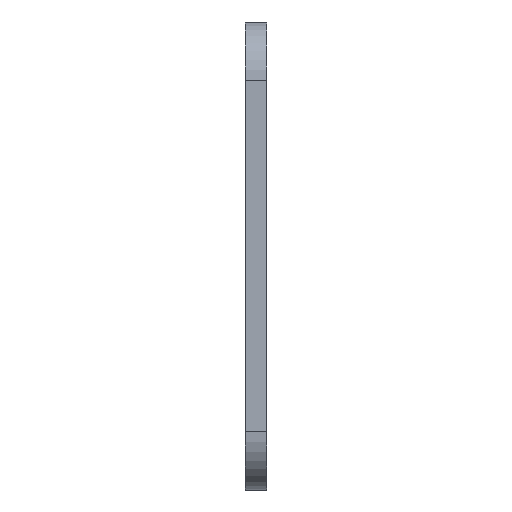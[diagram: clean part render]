
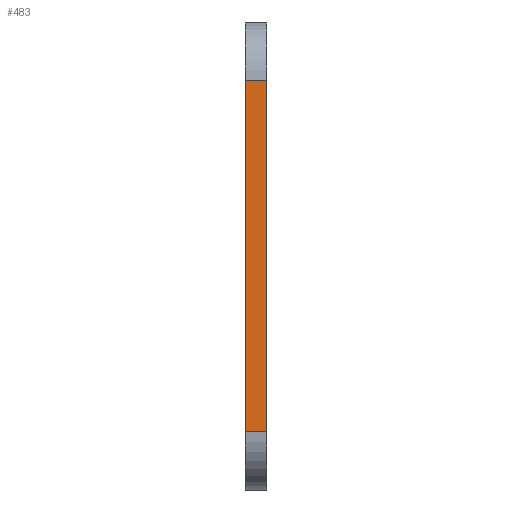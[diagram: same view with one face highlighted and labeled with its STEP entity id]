
A CAD part, left-side view. The second image highlights one B-rep face of the part: STEP entity #483.
In plain terms, the highlighted planar face has unit normal (-1, 0, 0).
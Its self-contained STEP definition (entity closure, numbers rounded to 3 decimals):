
#18 = VECTOR ( 'NONE', #22, 1000. ) ;
#19 = FACE_OUTER_BOUND ( 'NONE', #557, .T. ) ;
#22 = DIRECTION ( 'NONE',  ( 0., -1., 0. ) ) ;
#80 = ORIENTED_EDGE ( 'NONE', *, *, #889, .T. ) ;
#101 = CARTESIAN_POINT ( 'NONE',  ( -96.5, 0., -6. ) ) ;
#102 = LINE ( 'NONE', #101, #288 ) ;
#163 = LINE ( 'NONE', #700, #503 ) ;
#166 = CARTESIAN_POINT ( 'NONE',  ( -96.5, 0., 6. ) ) ;
#207 = EDGE_CURVE ( 'NONE', #919, #638, #163, .T. ) ;
#250 = LINE ( 'NONE', #440, #275 ) ;
#258 = DIRECTION ( 'NONE',  ( 0., 0., 1. ) ) ;
#275 = VECTOR ( 'NONE', #442, 1000. ) ;
#288 = VECTOR ( 'NONE', #258, 1000. ) ;
#347 = VERTEX_POINT ( 'NONE', #391 ) ;
#352 = LINE ( 'NONE', #715, #18 ) ;
#391 = CARTESIAN_POINT ( 'NONE',  ( -96.5, 0., -6. ) ) ;
#399 = ORIENTED_EDGE ( 'NONE', *, *, #521, .F. ) ;
#440 = CARTESIAN_POINT ( 'NONE',  ( -96.5, 0.75, -6. ) ) ;
#442 = DIRECTION ( 'NONE',  ( 0., -1., 0. ) ) ;
#455 = EDGE_CURVE ( 'NONE', #347, #726, #102, .T. ) ;
#476 = PLANE ( 'NONE',  #568 ) ;
#483 = ADVANCED_FACE ( 'NONE', ( #19 ), #476, .F. ) ;
#490 = DIRECTION ( 'NONE',  ( 0., 0., -1. ) ) ;
#503 = VECTOR ( 'NONE', #619, 1000. ) ;
#521 = EDGE_CURVE ( 'NONE', #638, #726, #352, .T. ) ;
#532 = ORIENTED_EDGE ( 'NONE', *, *, #207, .F. ) ;
#557 = EDGE_LOOP ( 'NONE', ( #571, #399, #532, #80 ) ) ;
#568 = AXIS2_PLACEMENT_3D ( 'NONE', #829, #910, #490 ) ;
#571 = ORIENTED_EDGE ( 'NONE', *, *, #455, .T. ) ;
#619 = DIRECTION ( 'NONE',  ( 0., 0., 1. ) ) ;
#638 = VERTEX_POINT ( 'NONE', #768 ) ;
#700 = CARTESIAN_POINT ( 'NONE',  ( -96.5, 0.75, -6. ) ) ;
#715 = CARTESIAN_POINT ( 'NONE',  ( -96.5, 0.75, 6. ) ) ;
#726 = VERTEX_POINT ( 'NONE', #166 ) ;
#768 = CARTESIAN_POINT ( 'NONE',  ( -96.5, 0.75, 6. ) ) ;
#810 = CARTESIAN_POINT ( 'NONE',  ( -96.5, 0.75, -6. ) ) ;
#829 = CARTESIAN_POINT ( 'NONE',  ( -96.5, 0.75, -6. ) ) ;
#889 = EDGE_CURVE ( 'NONE', #919, #347, #250, .T. ) ;
#910 = DIRECTION ( 'NONE',  ( 1., 0., 0. ) ) ;
#919 = VERTEX_POINT ( 'NONE', #810 ) ;
